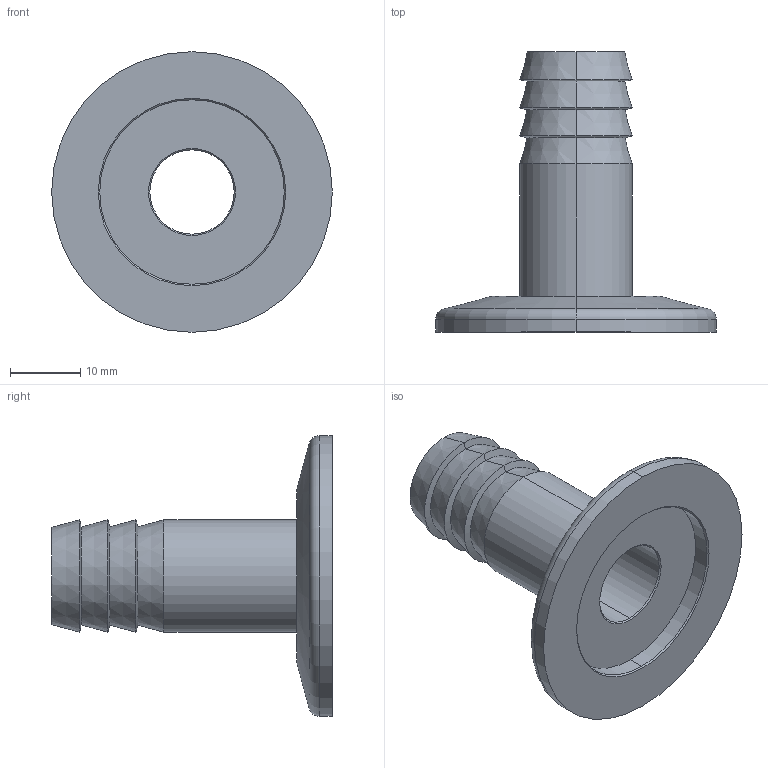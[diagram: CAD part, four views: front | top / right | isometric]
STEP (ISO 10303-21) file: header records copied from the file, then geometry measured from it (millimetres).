
FILE_DESCRIPTION (( 'STEP AP214' ), '1' );
FILE_NAME ('Hositrad_KF25HN16.STEP', '2011-09-29T12:56:06', ( '' ), ( '' ), 'SwSTEP 2.0', 'SolidWorks 2011', '' );
FILE_SCHEMA (( 'AUTOMOTIVE_DESIGN' ));
Length unit declared in the file: millimetre
Products named in the file (1): Hositrad_KF25HN16
Bounding box: 40 x 40 x 40 mm (x, y, z)
Volume: 6499.9 mm3; surface area: 6044.8 mm2
Topology: 1 solids, 1 shells, 34 faces, 68 edges, 38 vertices
Faces by surface type: cone 20, cylinder 8, plane 4, torus 2
Entity records: 914 total; most frequent: DIRECTION 178, CARTESIAN_POINT 141, ORIENTED_EDGE 136, AXIS2_PLACEMENT_3D 75, EDGE_CURVE 68, CIRCLE 40, EDGE_LOOP 38, VERTEX_POINT 38
